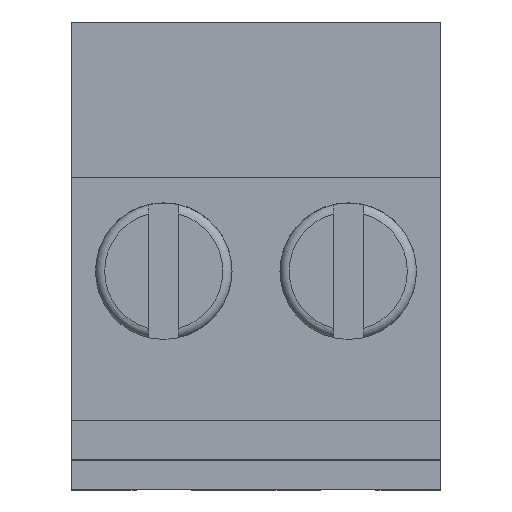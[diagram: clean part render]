
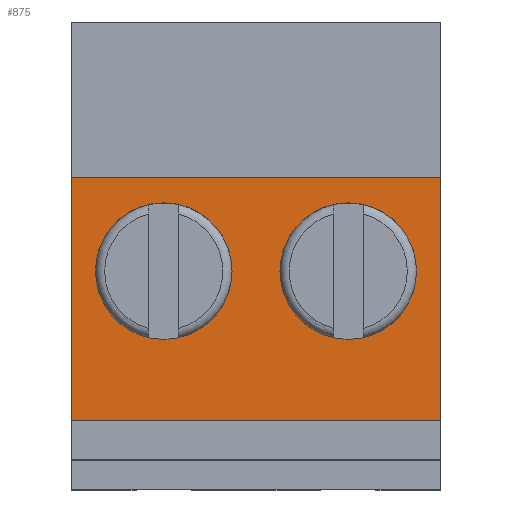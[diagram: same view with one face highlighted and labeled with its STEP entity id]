
A CAD part, top view. The second image highlights one B-rep face of the part: STEP entity #875.
In plain terms, the highlighted planar face has unit normal (0, 0, 1).
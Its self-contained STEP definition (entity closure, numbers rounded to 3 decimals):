
#875 = ADVANCED_FACE( '', ( #1812, #1813, #1814 ), #1815, .T. );
#1812 = FACE_BOUND( '', #2862, .T. );
#1813 = FACE_OUTER_BOUND( '', #2863, .T. );
#1814 = FACE_BOUND( '', #2864, .T. );
#1815 = PLANE( '', #2865 );
#2862 = EDGE_LOOP( '', ( #5163 ) );
#2863 = EDGE_LOOP( '', ( #5164, #5165, #5166, #5167 ) );
#2864 = EDGE_LOOP( '', ( #5168 ) );
#2865 = AXIS2_PLACEMENT_3D( '', #5169, #5170, #5171 );
#5163 = ORIENTED_EDGE( '', *, *, #6482, .T. );
#5164 = ORIENTED_EDGE( '', *, *, #7130, .F. );
#5165 = ORIENTED_EDGE( '', *, *, #6516, .F. );
#5166 = ORIENTED_EDGE( '', *, *, #7140, .T. );
#5167 = ORIENTED_EDGE( '', *, *, #7036, .T. );
#5168 = ORIENTED_EDGE( '', *, *, #7423, .T. );
#5169 = CARTESIAN_POINT( '', ( 5., -4.45, 9.025 ) );
#5170 = DIRECTION( '', ( 0., 0., 1. ) );
#5171 = DIRECTION( '', ( 1., 0., 0. ) );
#6482 = EDGE_CURVE( '', #7747, #7747, #7748, .T. );
#6516 = EDGE_CURVE( '', #7807, #7803, #7809, .T. );
#7036 = EDGE_CURVE( '', #8691, #8688, #8692, .T. );
#7130 = EDGE_CURVE( '', #7803, #8688, #8824, .T. );
#7140 = EDGE_CURVE( '', #7807, #8691, #8838, .T. );
#7423 = EDGE_CURVE( '', #9234, #9234, #9235, .T. );
#7747 = VERTEX_POINT( '', #9618 );
#7748 = CIRCLE( '', #9619, 1.85 );
#7803 = VERTEX_POINT( '', #9696 );
#7807 = VERTEX_POINT( '', #9702 );
#7809 = LINE( '', #9705, #9706 );
#8688 = VERTEX_POINT( '', #10955 );
#8691 = VERTEX_POINT( '', #10959 );
#8692 = LINE( '', #10960, #10961 );
#8824 = LINE( '', #11156, #11157 );
#8838 = LINE( '', #11179, #11180 );
#9234 = VERTEX_POINT( '', #11773 );
#9235 = CIRCLE( '', #11774, 1.85 );
#9618 = CARTESIAN_POINT( '', ( 0.65, -0.4, 9.025 ) );
#9619 = AXIS2_PLACEMENT_3D( '', #12273, #12274, #12275 );
#9696 = CARTESIAN_POINT( '', ( -5., -4.45, 9.025 ) );
#9702 = CARTESIAN_POINT( '', ( 5., -4.45, 9.025 ) );
#9705 = CARTESIAN_POINT( '', ( 5., -4.45, 9.025 ) );
#9706 = VECTOR( '', #12307, 1000. );
#10955 = CARTESIAN_POINT( '', ( -5., 2.15, 9.025 ) );
#10959 = CARTESIAN_POINT( '', ( 5., 2.15, 9.025 ) );
#10960 = CARTESIAN_POINT( '', ( 5., 2.15, 9.025 ) );
#10961 = VECTOR( '', #12844, 1000. );
#11156 = CARTESIAN_POINT( '', ( -5., -4.45, 9.025 ) );
#11157 = VECTOR( '', #12932, 1000. );
#11179 = CARTESIAN_POINT( '', ( 5., -4.45, 9.025 ) );
#11180 = VECTOR( '', #12941, 1000. );
#11773 = CARTESIAN_POINT( '', ( -4.35, -0.4, 9.025 ) );
#11774 = AXIS2_PLACEMENT_3D( '', #13195, #13196, #13197 );
#12273 = CARTESIAN_POINT( '', ( 2.5, -0.4, 9.025 ) );
#12274 = DIRECTION( '', ( 0., 0., -1. ) );
#12275 = DIRECTION( '', ( -1., 0., 0. ) );
#12307 = DIRECTION( '', ( -1., 0., 0. ) );
#12844 = DIRECTION( '', ( -1., 0., 0. ) );
#12932 = DIRECTION( '', ( 0., 1., 0. ) );
#12941 = DIRECTION( '', ( 0., 1., 0. ) );
#13195 = CARTESIAN_POINT( '', ( -2.5, -0.4, 9.025 ) );
#13196 = DIRECTION( '', ( 0., 0., -1. ) );
#13197 = DIRECTION( '', ( -1., 0., 0. ) );
